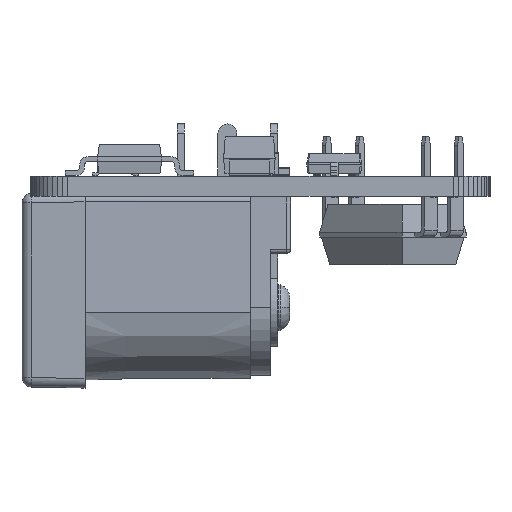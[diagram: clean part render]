
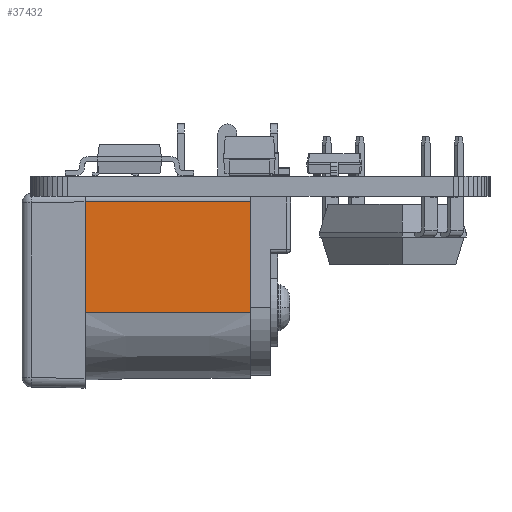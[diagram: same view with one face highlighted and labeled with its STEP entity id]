
A CAD part, front view. The second image highlights one B-rep face of the part: STEP entity #37432.
In plain terms, the highlighted face is planar.
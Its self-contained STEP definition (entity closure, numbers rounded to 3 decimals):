
#36081 = PLANE('',#36082);
#36082 = AXIS2_PLACEMENT_3D('',#36083,#36084,#36085);
#36083 = CARTESIAN_POINT('',(0.,0.,0.));
#36084 = DIRECTION('',(0.,0.,-1.));
#36085 = DIRECTION('',(-1.,0.,-0.));
#36136 = PLANE('',#36137);
#36137 = AXIS2_PLACEMENT_3D('',#36138,#36139,#36140);
#36138 = CARTESIAN_POINT('',(0.,0.,-9.));
#36139 = DIRECTION('',(0.,0.,-1.));
#36140 = DIRECTION('',(-1.,0.,-0.));
#36483 = VERTEX_POINT('',#36484);
#36484 = CARTESIAN_POINT('',(-4.411,-5.76,-9.));
#36500 = CYLINDRICAL_SURFACE('',#36501,0.52);
#36501 = AXIS2_PLACEMENT_3D('',#36502,#36503,#36504);
#36502 = CARTESIAN_POINT('',(-3.97,-5.76,0.005));
#36503 = DIRECTION('',(0.009,0.,-1.));
#36504 = DIRECTION('',(-1.,0.,-0.009));
#36534 = EDGE_CURVE('',#36483,#36535,#36537,.T.);
#36535 = VERTEX_POINT('',#36536);
#36536 = CARTESIAN_POINT('',(-4.411,0.27,-9.));
#36537 = SURFACE_CURVE('',#36538,(#36542,#36549),.PCURVE_S1.);
#36538 = LINE('',#36539,#36540);
#36539 = CARTESIAN_POINT('',(-4.411,0.,-9.));
#36540 = VECTOR('',#36541,1.);
#36541 = DIRECTION('',(-0.,1.,-0.));
#36542 = PCURVE('',#36136,#36543);
#36543 = DEFINITIONAL_REPRESENTATION('',(#36544),#36548);
#36544 = LINE('',#36545,#36546);
#36545 = CARTESIAN_POINT('',(4.411,0.));
#36546 = VECTOR('',#36547,1.);
#36547 = DIRECTION('',(0.,1.));
#36548 = ( GEOMETRIC_REPRESENTATION_CONTEXT(2) 
PARAMETRIC_REPRESENTATION_CONTEXT() REPRESENTATION_CONTEXT('2D SPACE',''
  ) );
#36549 = PCURVE('',#36550,#36555);
#36550 = PLANE('',#36551);
#36551 = AXIS2_PLACEMENT_3D('',#36552,#36553,#36554);
#36552 = CARTESIAN_POINT('',(-4.49,0.,0.));
#36553 = DIRECTION('',(-1.,0.,-0.009));
#36554 = DIRECTION('',(-0.009,0.,1.));
#36555 = DEFINITIONAL_REPRESENTATION('',(#36556),#36560);
#36556 = LINE('',#36557,#36558);
#36557 = CARTESIAN_POINT('',(-9.,0.));
#36558 = VECTOR('',#36559,1.);
#36559 = DIRECTION('',(0.,1.));
#36560 = ( GEOMETRIC_REPRESENTATION_CONTEXT(2) 
PARAMETRIC_REPRESENTATION_CONTEXT() REPRESENTATION_CONTEXT('2D SPACE',''
  ) );
#36578 = PLANE('',#36579);
#36579 = AXIS2_PLACEMENT_3D('',#36580,#36581,#36582);
#36580 = CARTESIAN_POINT('',(-4.49,0.27,-9.));
#36581 = DIRECTION('',(0.,-1.,0.));
#36582 = DIRECTION('',(0.,-0.,-1.));
#36797 = EDGE_CURVE('',#36798,#36800,#36802,.T.);
#36798 = VERTEX_POINT('',#36799);
#36799 = CARTESIAN_POINT('',(-4.49,-5.76,0.));
#36800 = VERTEX_POINT('',#36801);
#36801 = CARTESIAN_POINT('',(-4.49,0.27,0.));
#36802 = SURFACE_CURVE('',#36803,(#36807,#36814),.PCURVE_S1.);
#36803 = LINE('',#36804,#36805);
#36804 = CARTESIAN_POINT('',(-4.49,0.,0.));
#36805 = VECTOR('',#36806,1.);
#36806 = DIRECTION('',(-0.,1.,-0.));
#36807 = PCURVE('',#36081,#36808);
#36808 = DEFINITIONAL_REPRESENTATION('',(#36809),#36813);
#36809 = LINE('',#36810,#36811);
#36810 = CARTESIAN_POINT('',(4.49,0.));
#36811 = VECTOR('',#36812,1.);
#36812 = DIRECTION('',(0.,1.));
#36813 = ( GEOMETRIC_REPRESENTATION_CONTEXT(2) 
PARAMETRIC_REPRESENTATION_CONTEXT() REPRESENTATION_CONTEXT('2D SPACE',''
  ) );
#36814 = PCURVE('',#36550,#36815);
#36815 = DEFINITIONAL_REPRESENTATION('',(#36816),#36820);
#36816 = LINE('',#36817,#36818);
#36817 = CARTESIAN_POINT('',(0.,0.));
#36818 = VECTOR('',#36819,1.);
#36819 = DIRECTION('',(0.,1.));
#36820 = ( GEOMETRIC_REPRESENTATION_CONTEXT(2) 
PARAMETRIC_REPRESENTATION_CONTEXT() REPRESENTATION_CONTEXT('2D SPACE',''
  ) );
#37432 = ADVANCED_FACE('',(#37433),#36550,.T.);
#37433 = FACE_BOUND('',#37434,.T.);
#37434 = EDGE_LOOP('',(#37435,#37436,#37457,#37458));
#37435 = ORIENTED_EDGE('',*,*,#36534,.F.);
#37436 = ORIENTED_EDGE('',*,*,#37437,.T.);
#37437 = EDGE_CURVE('',#36483,#36798,#37438,.T.);
#37438 = SURFACE_CURVE('',#37439,(#37443,#37450),.PCURVE_S1.);
#37439 = LINE('',#37440,#37441);
#37440 = CARTESIAN_POINT('',(-4.49,-5.76,0.));
#37441 = VECTOR('',#37442,1.);
#37442 = DIRECTION('',(-0.009,0.,1.));
#37443 = PCURVE('',#36550,#37444);
#37444 = DEFINITIONAL_REPRESENTATION('',(#37445),#37449);
#37445 = LINE('',#37446,#37447);
#37446 = CARTESIAN_POINT('',(0.,-5.76));
#37447 = VECTOR('',#37448,1.);
#37448 = DIRECTION('',(1.,0.));
#37449 = ( GEOMETRIC_REPRESENTATION_CONTEXT(2) 
PARAMETRIC_REPRESENTATION_CONTEXT() REPRESENTATION_CONTEXT('2D SPACE',''
  ) );
#37450 = PCURVE('',#36500,#37451);
#37451 = DEFINITIONAL_REPRESENTATION('',(#37452),#37456);
#37452 = LINE('',#37453,#37454);
#37453 = CARTESIAN_POINT('',(6.283,0.));
#37454 = VECTOR('',#37455,1.);
#37455 = DIRECTION('',(0.,-1.));
#37456 = ( GEOMETRIC_REPRESENTATION_CONTEXT(2) 
PARAMETRIC_REPRESENTATION_CONTEXT() REPRESENTATION_CONTEXT('2D SPACE',''
  ) );
#37457 = ORIENTED_EDGE('',*,*,#36797,.T.);
#37458 = ORIENTED_EDGE('',*,*,#37459,.F.);
#37459 = EDGE_CURVE('',#36535,#36800,#37460,.T.);
#37460 = SURFACE_CURVE('',#37461,(#37465,#37472),.PCURVE_S1.);
#37461 = LINE('',#37462,#37463);
#37462 = CARTESIAN_POINT('',(-4.411,0.27,-8.999));
#37463 = VECTOR('',#37464,1.);
#37464 = DIRECTION('',(-0.009,-0.,1.));
#37465 = PCURVE('',#36550,#37466);
#37466 = DEFINITIONAL_REPRESENTATION('',(#37467),#37471);
#37467 = LINE('',#37468,#37469);
#37468 = CARTESIAN_POINT('',(-9.,0.27));
#37469 = VECTOR('',#37470,1.);
#37470 = DIRECTION('',(1.,0.));
#37471 = ( GEOMETRIC_REPRESENTATION_CONTEXT(2) 
PARAMETRIC_REPRESENTATION_CONTEXT() REPRESENTATION_CONTEXT('2D SPACE',''
  ) );
#37472 = PCURVE('',#36578,#37473);
#37473 = DEFINITIONAL_REPRESENTATION('',(#37474),#37478);
#37474 = LINE('',#37475,#37476);
#37475 = CARTESIAN_POINT('',(-0.001,0.079));
#37476 = VECTOR('',#37477,1.);
#37477 = DIRECTION('',(-1.,-0.009));
#37478 = ( GEOMETRIC_REPRESENTATION_CONTEXT(2) 
PARAMETRIC_REPRESENTATION_CONTEXT() REPRESENTATION_CONTEXT('2D SPACE',''
  ) );
